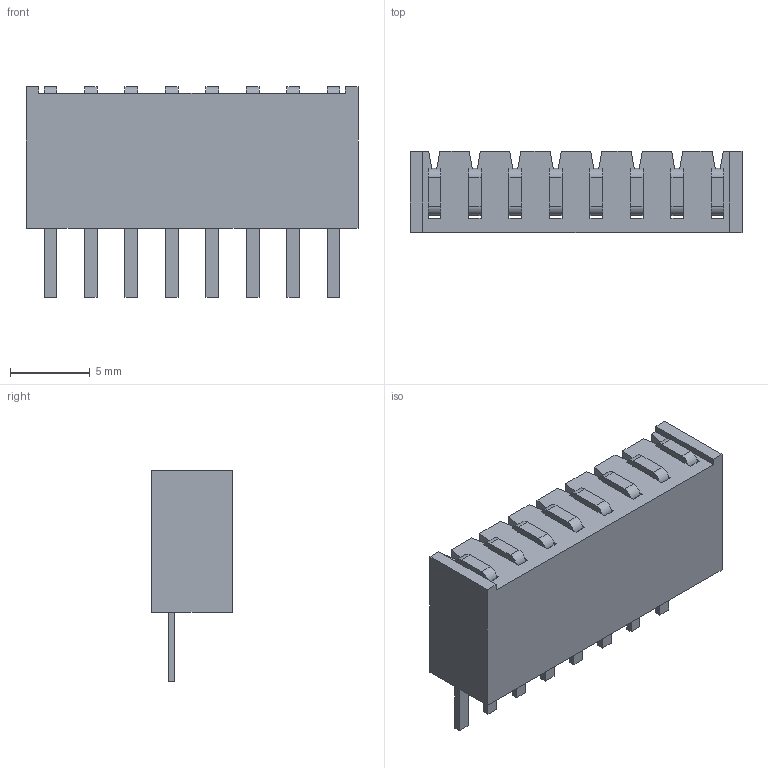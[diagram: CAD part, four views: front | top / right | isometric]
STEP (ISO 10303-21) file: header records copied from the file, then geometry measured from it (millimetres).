
FILE_DESCRIPTION(('FreeCAD Model'),'2;1');
FILE_NAME('Open CASCADE Shape Model','2025-03-04T20:59:09',(''),(''), 'Open CASCADE STEP processor 7.8','FreeCAD','Unknown');
FILE_SCHEMA(('AUTOMOTIVE_DESIGN { 1 0 10303 214 1 1 1 1 }'));
Length unit declared in the file: millimetre
Products named in the file (3): BSW-108-04-G-S; BSW-08-04-S_socket; C-8-5-01-08-S
Assembly tree (2 placements, depth 2):
  BSW-108-04-G-S
    BSW-08-04-S_socket
    C-8-5-01-08-S
Bounding box: 20.83 x 5.08 x 13.21 mm (x, y, z)
Volume: 920.9 mm3; surface area: 1620 mm2
Topology: 2 solids, 2 shells, 264 faces, 796 edges, 520 vertices
Faces by surface type: plane 232, cylinder 32
Entity records: 8898 total; most frequent: ORIENTED_EDGE 1592, CARTESIAN_POINT 1583, DIRECTION 1394, EDGE_CURVE 796, LINE 732, VECTOR 732, VERTEX_POINT 520, AXIS2_PLACEMENT_3D 331
